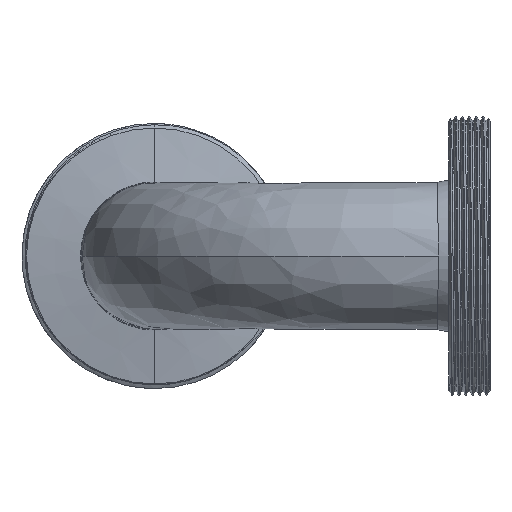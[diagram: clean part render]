
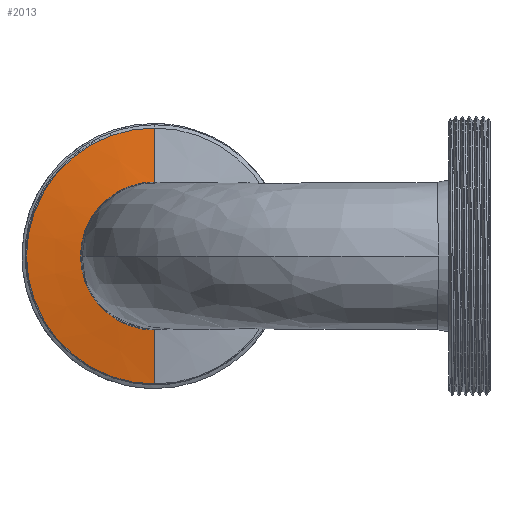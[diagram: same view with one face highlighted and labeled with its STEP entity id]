
A CAD part, left-side view. The second image highlights one B-rep face of the part: STEP entity #2013.
In plain terms, the highlighted conical face has half-angle 81.328 degrees and reference radius 28 mm.
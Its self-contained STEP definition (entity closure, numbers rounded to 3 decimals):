
#522 = VERTEX_POINT ( 'NONE', #3296 ) ;
#562 = CARTESIAN_POINT ( 'NONE',  ( -10.743, 70., -16.198 ) ) ;
#1095 = VERTEX_POINT ( 'NONE', #8291 ) ;
#1157 = VERTEX_POINT ( 'NONE', #562 ) ;
#1413 = ORIENTED_EDGE ( 'NONE', *, *, #2179, .F. ) ;
#1444 = VERTEX_POINT ( 'NONE', #9999 ) ;
#1756 = DIRECTION ( 'NONE',  ( -1., 0., 0. ) ) ;
#1899 = CARTESIAN_POINT ( 'NONE',  ( -8.943, 70., 28. ) ) ;
#2013 = ADVANCED_FACE ( 'NONE', ( #2212 ), #10096, .T. ) ;
#2179 = EDGE_CURVE ( 'NONE', #1157, #1444, #10707, .T. ) ;
#2212 = FACE_OUTER_BOUND ( 'NONE', #2934, .T. ) ;
#2646 = CARTESIAN_POINT ( 'NONE',  ( -8.943, 70., 0. ) ) ;
#2934 = EDGE_LOOP ( 'NONE', ( #9562, #5820, #11815, #1413 ) ) ;
#3254 = CARTESIAN_POINT ( 'NONE',  ( -10.743, 70., 0. ) ) ;
#3296 = CARTESIAN_POINT ( 'NONE',  ( -10.743, 70., 16.198 ) ) ;
#4329 = DIRECTION ( 'NONE',  ( 0., 0., 1. ) ) ;
#4464 = VECTOR ( 'NONE', #8553, 1000. ) ;
#4601 = CARTESIAN_POINT ( 'NONE',  ( -8.943, 70., 0. ) ) ;
#5239 = AXIS2_PLACEMENT_3D ( 'NONE', #4601, #6979, #7043 ) ;
#5647 = AXIS2_PLACEMENT_3D ( 'NONE', #3254, #9976, #4329 ) ;
#5820 = ORIENTED_EDGE ( 'NONE', *, *, #10772, .T. ) ;
#5890 = AXIS2_PLACEMENT_3D ( 'NONE', #2646, #1756, #7594 ) ;
#6456 = CIRCLE ( 'NONE', #5647, 16.198 ) ;
#6774 = DIRECTION ( 'NONE',  ( 0.151, 0., -0.989 ) ) ;
#6979 = DIRECTION ( 'NONE',  ( 1., 0., 0. ) ) ;
#7043 = DIRECTION ( 'NONE',  ( 0., 0., -1. ) ) ;
#7563 = EDGE_CURVE ( 'NONE', #522, #1157, #6456, .T. ) ;
#7594 = DIRECTION ( 'NONE',  ( 0., 0., 1. ) ) ;
#7602 = CARTESIAN_POINT ( 'NONE',  ( -8.943, 70., -28. ) ) ;
#8291 = CARTESIAN_POINT ( 'NONE',  ( -8.943, 70., 28. ) ) ;
#8553 = DIRECTION ( 'NONE',  ( 0.151, 0., 0.989 ) ) ;
#8878 = VECTOR ( 'NONE', #6774, 1000. ) ;
#9562 = ORIENTED_EDGE ( 'NONE', *, *, #7563, .F. ) ;
#9976 = DIRECTION ( 'NONE',  ( -1., 0., 0. ) ) ;
#9999 = CARTESIAN_POINT ( 'NONE',  ( -8.943, 70., -28. ) ) ;
#10096 = CONICAL_SURFACE ( 'NONE', #5239, 28., 1.419 ) ;
#10589 = LINE ( 'NONE', #1899, #4464 ) ;
#10707 = LINE ( 'NONE', #7602, #8878 ) ;
#10772 = EDGE_CURVE ( 'NONE', #522, #1095, #10589, .T. ) ;
#11328 = EDGE_CURVE ( 'NONE', #1095, #1444, #11357, .T. ) ;
#11357 = CIRCLE ( 'NONE', #5890, 28. ) ;
#11815 = ORIENTED_EDGE ( 'NONE', *, *, #11328, .T. ) ;
